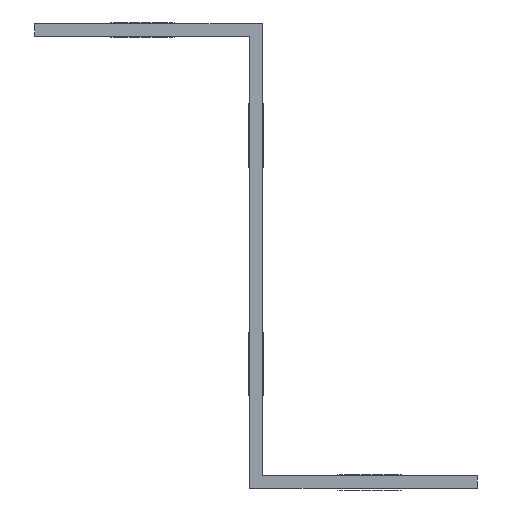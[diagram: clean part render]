
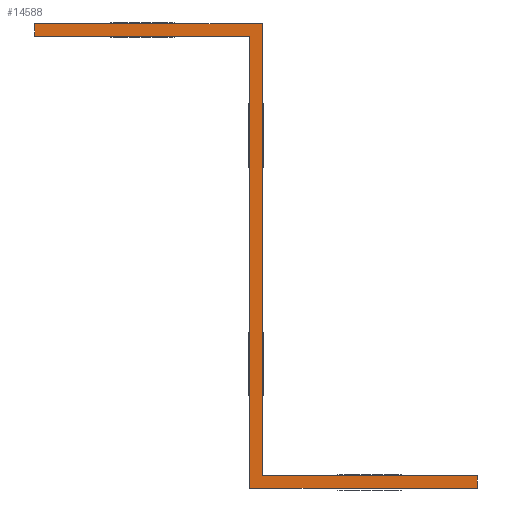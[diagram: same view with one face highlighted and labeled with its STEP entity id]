
A CAD part, left-side view. The second image highlights one B-rep face of the part: STEP entity #14588.
In plain terms, the highlighted planar face has unit normal (-1, 0, 0).
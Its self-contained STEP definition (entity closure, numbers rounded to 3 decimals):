
#3022=FACE_OUTER_BOUND('',#3632,.T.);
#3632=EDGE_LOOP('',(#11548,#11549,#11550,#11551,#11552,#11553,#11554,#11555));
#4237=LINE('',#21856,#5461);
#4242=LINE('',#21865,#5466);
#4243=LINE('',#21868,#5467);
#4247=LINE('',#21877,#5471);
#4252=LINE('',#21886,#5476);
#4254=LINE('',#21889,#5478);
#4255=LINE('',#21892,#5479);
#4256=LINE('',#21893,#5480);
#5461=VECTOR('',#17009,1.);
#5466=VECTOR('',#17016,1.);
#5467=VECTOR('',#17019,1.);
#5471=VECTOR('',#17025,1.);
#5476=VECTOR('',#17032,1.);
#5478=VECTOR('',#17036,1.);
#5479=VECTOR('',#17039,1.);
#5480=VECTOR('',#17040,1.);
#6685=VERTEX_POINT('',#21853);
#6686=VERTEX_POINT('',#21855);
#6688=VERTEX_POINT('',#21861);
#6690=VERTEX_POINT('',#21867);
#6693=VERTEX_POINT('',#21874);
#6694=VERTEX_POINT('',#21876);
#6697=VERTEX_POINT('',#21884);
#6698=VERTEX_POINT('',#21891);
#9101=EDGE_CURVE('',#6686,#6685,#4237,.T.);
#9106=EDGE_CURVE('',#6686,#6688,#4242,.T.);
#9107=EDGE_CURVE('',#6690,#6688,#4243,.T.);
#9111=EDGE_CURVE('',#6693,#6694,#4247,.T.);
#9116=EDGE_CURVE('',#6697,#6685,#4252,.T.);
#9118=EDGE_CURVE('',#6694,#6697,#4254,.T.);
#9119=EDGE_CURVE('',#6698,#6693,#4255,.T.);
#9120=EDGE_CURVE('',#6698,#6690,#4256,.T.);
#11548=ORIENTED_EDGE('',*,*,#9116,.F.);
#11549=ORIENTED_EDGE('',*,*,#9118,.F.);
#11550=ORIENTED_EDGE('',*,*,#9111,.F.);
#11551=ORIENTED_EDGE('',*,*,#9119,.F.);
#11552=ORIENTED_EDGE('',*,*,#9120,.T.);
#11553=ORIENTED_EDGE('',*,*,#9107,.T.);
#11554=ORIENTED_EDGE('',*,*,#9106,.F.);
#11555=ORIENTED_EDGE('',*,*,#9101,.T.);
#13978=PLANE('',#15200);
#14588=ADVANCED_FACE('',(#3022),#13978,.F.);
#15200=AXIS2_PLACEMENT_3D('',#21890,#17037,#17038);
#17009=DIRECTION('',(0.,-1.,0.));
#17016=DIRECTION('',(0.,0.,1.));
#17019=DIRECTION('',(0.,1.,0.));
#17025=DIRECTION('',(0.,0.,-1.));
#17032=DIRECTION('',(0.,0.,1.));
#17036=DIRECTION('',(0.,1.,0.));
#17037=DIRECTION('center_axis',(1.,0.,0.));
#17038=DIRECTION('ref_axis',(0.,0.,-1.));
#17039=DIRECTION('',(0.,-1.,0.));
#17040=DIRECTION('',(0.,0.,1.));
#21853=CARTESIAN_POINT('',(9.515,33.396,49.667));
#21855=CARTESIAN_POINT('',(9.515,57.046,49.667));
#21856=CARTESIAN_POINT('',(9.515,27.308,49.667));
#21861=CARTESIAN_POINT('',(9.515,57.046,51.017));
#21865=CARTESIAN_POINT('',(9.515,57.046,49.667));
#21867=CARTESIAN_POINT('',(9.515,32.046,51.017));
#21868=CARTESIAN_POINT('',(9.515,55.046,51.017));
#21874=CARTESIAN_POINT('',(9.515,8.396,1.367));
#21876=CARTESIAN_POINT('',(9.515,8.396,0.017));
#21877=CARTESIAN_POINT('',(9.515,8.396,1.367));
#21884=CARTESIAN_POINT('',(9.515,33.396,0.017));
#21886=CARTESIAN_POINT('',(9.515,33.396,0.017));
#21889=CARTESIAN_POINT('',(9.515,10.396,0.017));
#21890=CARTESIAN_POINT('Origin',(9.515,21.896,0.692));
#21891=CARTESIAN_POINT('',(9.515,32.046,1.367));
#21892=CARTESIAN_POINT('',(9.515,33.396,1.367));
#21893=CARTESIAN_POINT('',(9.515,32.046,25.667));
